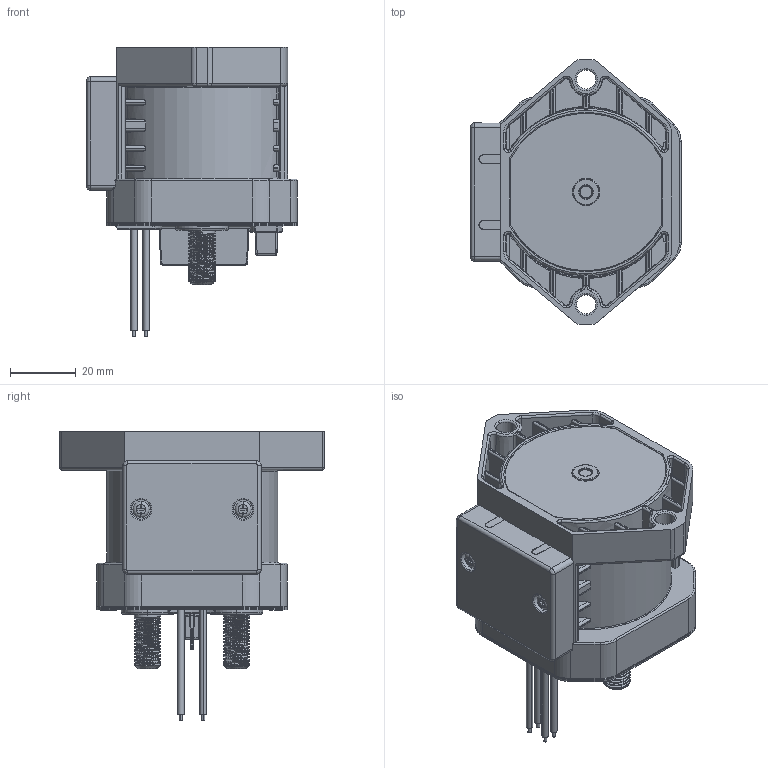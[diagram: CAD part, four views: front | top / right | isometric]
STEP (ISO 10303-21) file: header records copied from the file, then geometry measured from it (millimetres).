
FILE_DESCRIPTION((''),'2;1');
FILE_NAME('4_-EVD300G---0002_ASM','2024-04-13T15:40:34',('Fiona.Li'),(''),'CREO PARAMETRIC BY PTC INC, 2021063','CREO PARAMETRIC BY PTC INC, 2021063','');
FILE_SCHEMA(('CONFIG_CONTROL_DESIGN'));
Products named in the file (2): _4_-EVD300G---0002; 4_-EVD300G---0002_ASM
Assembly tree (1 placements, depth 2):
  4_-EVD300G---0002_ASM
    _4_-EVD300G---0002
Bounding box: 63.9 x 80.5 x 88.08 mm (x, y, z)
Volume: 930.4 mm3; surface area: 52965.6 mm2
Topology: 1 solids, 84 shells, 1058 faces, 3858 edges, 2782 vertices
Faces by surface type: cylinder 424, plane 386, torus 134, cone 61, bspline 35, sphere 9, extrusion 9
Entity records: 50560 total; most frequent: CARTESIAN_POINT 20087, ORIENTED_EDGE 5880, DIRECTION 5834, EDGE_CURVE 3848, VERTEX_POINT 2782, AXIS2_PLACEMENT_3D 2042, VECTOR 1750, LINE 1741
